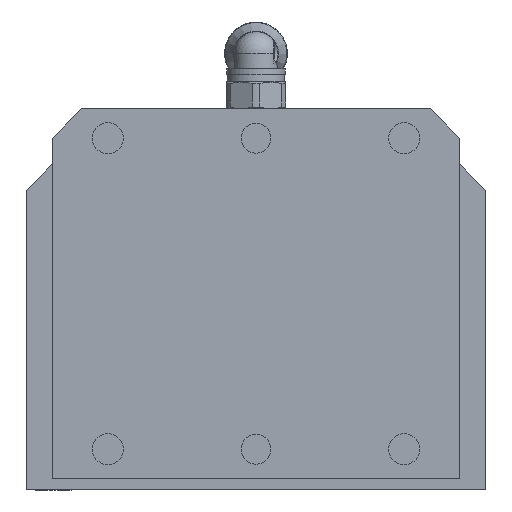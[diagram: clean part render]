
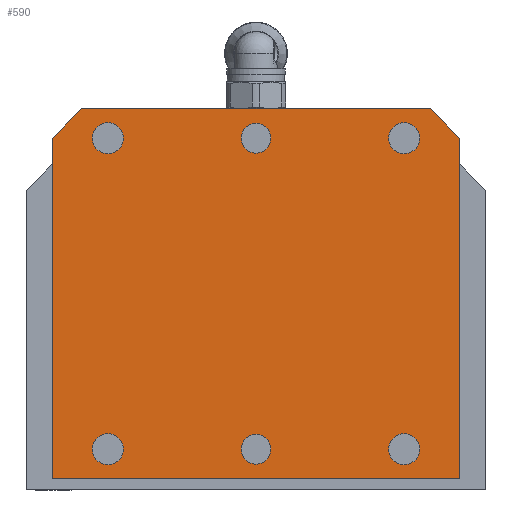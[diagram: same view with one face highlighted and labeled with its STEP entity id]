
A CAD part, left-side view. The second image highlights one B-rep face of the part: STEP entity #590.
In plain terms, the highlighted planar face has unit normal (-1, 0, 0).
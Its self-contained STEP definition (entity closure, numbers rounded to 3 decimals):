
#590 = ADVANCED_FACE( '', ( #1293, #1294, #1295, #1296, #1297, #1298, #1299 ), #1300, .F. );
#1293 = FACE_BOUND( '', #2021, .T. );
#1294 = FACE_BOUND( '', #2022, .T. );
#1295 = FACE_BOUND( '', #2023, .T. );
#1296 = FACE_BOUND( '', #2024, .T. );
#1297 = FACE_BOUND( '', #2025, .T. );
#1298 = FACE_BOUND( '', #2026, .T. );
#1299 = FACE_OUTER_BOUND( '', #2027, .T. );
#1300 = PLANE( '', #2028 );
#2021 = EDGE_LOOP( '', ( #3469 ) );
#2022 = EDGE_LOOP( '', ( #3470 ) );
#2023 = EDGE_LOOP( '', ( #3471 ) );
#2024 = EDGE_LOOP( '', ( #3472 ) );
#2025 = EDGE_LOOP( '', ( #3473 ) );
#2026 = EDGE_LOOP( '', ( #3474 ) );
#2027 = EDGE_LOOP( '', ( #3475, #3476, #3477, #3478, #3479, #3480 ) );
#2028 = AXIS2_PLACEMENT_3D( '', #3481, #3482, #3483 );
#3469 = ORIENTED_EDGE( '', *, *, #4079, .T. );
#3470 = ORIENTED_EDGE( '', *, *, #3782, .T. );
#3471 = ORIENTED_EDGE( '', *, *, #4058, .T. );
#3472 = ORIENTED_EDGE( '', *, *, #3959, .T. );
#3473 = ORIENTED_EDGE( '', *, *, #4165, .T. );
#3474 = ORIENTED_EDGE( '', *, *, #3932, .T. );
#3475 = ORIENTED_EDGE( '', *, *, #3840, .F. );
#3476 = ORIENTED_EDGE( '', *, *, #3711, .F. );
#3477 = ORIENTED_EDGE( '', *, *, #4179, .F. );
#3478 = ORIENTED_EDGE( '', *, *, #4060, .F. );
#3479 = ORIENTED_EDGE( '', *, *, #3701, .F. );
#3480 = ORIENTED_EDGE( '', *, *, #3981, .F. );
#3481 = CARTESIAN_POINT( '', ( -75., 0., 75. ) );
#3482 = DIRECTION( '', ( 1., 0., 0. ) );
#3483 = DIRECTION( '', ( 0., 0., 1. ) );
#3701 = EDGE_CURVE( '', #4335, #4336, #4337, .T. );
#3711 = EDGE_CURVE( '', #4353, #4354, #4355, .T. );
#3782 = EDGE_CURVE( '', #4470, #4470, #4471, .T. );
#3840 = EDGE_CURVE( '', #4354, #4567, #4568, .T. );
#3932 = EDGE_CURVE( '', #4709, #4709, #4710, .T. );
#3959 = EDGE_CURVE( '', #4748, #4748, #4749, .T. );
#3981 = EDGE_CURVE( '', #4567, #4335, #4779, .T. );
#4058 = EDGE_CURVE( '', #4882, #4882, #4883, .T. );
#4060 = EDGE_CURVE( '', #4336, #4885, #4886, .T. );
#4079 = EDGE_CURVE( '', #4907, #4907, #4908, .T. );
#4165 = EDGE_CURVE( '', #5004, #5004, #5005, .T. );
#4179 = EDGE_CURVE( '', #4885, #4353, #5020, .T. );
#4335 = VERTEX_POINT( '', #5268 );
#4336 = VERTEX_POINT( '', #5269 );
#4337 = LINE( '', #5270, #5271 );
#4353 = VERTEX_POINT( '', #5292 );
#4354 = VERTEX_POINT( '', #5293 );
#4355 = LINE( '', #5294, #5295 );
#4470 = VERTEX_POINT( '', #5449 );
#4471 = CIRCLE( '', #5450, 2.1 );
#4567 = VERTEX_POINT( '', #5583 );
#4568 = LINE( '', #5584, #5585 );
#4709 = VERTEX_POINT( '', #5769 );
#4710 = CIRCLE( '', #5770, 2.01 );
#4748 = VERTEX_POINT( '', #5815 );
#4749 = CIRCLE( '', #5816, 2.1 );
#4779 = LINE( '', #5860, #5861 );
#4882 = VERTEX_POINT( '', #6042 );
#4883 = CIRCLE( '', #6043, 2.1 );
#4885 = VERTEX_POINT( '', #6045 );
#4886 = LINE( '', #6046, #6047 );
#4907 = VERTEX_POINT( '', #6070 );
#4908 = CIRCLE( '', #6071, 2.1 );
#5004 = VERTEX_POINT( '', #6224 );
#5005 = CIRCLE( '', #6225, 2.01 );
#5020 = LINE( '', #6241, #6242 );
#5268 = CARTESIAN_POINT( '', ( -75., -23.5, 51.5 ) );
#5269 = CARTESIAN_POINT( '', ( -75., -27.5, 47.5 ) );
#5270 = CARTESIAN_POINT( '', ( -75., -23.5, 51.5 ) );
#5271 = VECTOR( '', #6367, 1000. );
#5292 = CARTESIAN_POINT( '', ( -75., 27.5, 1.5 ) );
#5293 = CARTESIAN_POINT( '', ( -75., 27.5, 47.5 ) );
#5294 = CARTESIAN_POINT( '', ( -75., 27.5, 1.5 ) );
#5295 = VECTOR( '', #6379, 1000. );
#5449 = CARTESIAN_POINT( '', ( -75., -17.9, 5.5 ) );
#5450 = AXIS2_PLACEMENT_3D( '', #6474, #6475, #6476 );
#5583 = CARTESIAN_POINT( '', ( -75., 23.5, 51.5 ) );
#5584 = CARTESIAN_POINT( '', ( -75., 27.5, 47.5 ) );
#5585 = VECTOR( '', #6557, 1000. );
#5769 = CARTESIAN_POINT( '', ( -75., 2.01, 47.5 ) );
#5770 = AXIS2_PLACEMENT_3D( '', #6670, #6671, #6672 );
#5815 = CARTESIAN_POINT( '', ( -75., -17.9, 47.5 ) );
#5816 = AXIS2_PLACEMENT_3D( '', #6713, #6714, #6715 );
#5860 = CARTESIAN_POINT( '', ( -75., 23.5, 51.5 ) );
#5861 = VECTOR( '', #6737, 1000. );
#6042 = CARTESIAN_POINT( '', ( -75., 22.1, 47.5 ) );
#6043 = AXIS2_PLACEMENT_3D( '', #6807, #6808, #6809 );
#6045 = CARTESIAN_POINT( '', ( -75., -27.5, 1.5 ) );
#6046 = CARTESIAN_POINT( '', ( -75., -27.5, 47.5 ) );
#6047 = VECTOR( '', #6810, 1000. );
#6070 = CARTESIAN_POINT( '', ( -75., 22.1, 5.5 ) );
#6071 = AXIS2_PLACEMENT_3D( '', #6837, #6838, #6839 );
#6224 = CARTESIAN_POINT( '', ( -75., 2.01, 5.5 ) );
#6225 = AXIS2_PLACEMENT_3D( '', #6902, #6903, #6904 );
#6241 = CARTESIAN_POINT( '', ( -75., -27.5, 1.5 ) );
#6242 = VECTOR( '', #6912, 1000. );
#6367 = DIRECTION( '', ( 0., -0.707, -0.707 ) );
#6379 = DIRECTION( '', ( 0., 0., 1. ) );
#6474 = CARTESIAN_POINT( '', ( -75., -20., 5.5 ) );
#6475 = DIRECTION( '', ( 1., 0., 0. ) );
#6476 = DIRECTION( '', ( 0., 1., 0. ) );
#6557 = DIRECTION( '', ( 0., -0.707, 0.707 ) );
#6670 = CARTESIAN_POINT( '', ( -75., 0., 47.5 ) );
#6671 = DIRECTION( '', ( 1., 0., 0. ) );
#6672 = DIRECTION( '', ( 0., 1., 0. ) );
#6713 = CARTESIAN_POINT( '', ( -75., -20., 47.5 ) );
#6714 = DIRECTION( '', ( 1., 0., 0. ) );
#6715 = DIRECTION( '', ( 0., 1., 0. ) );
#6737 = DIRECTION( '', ( 0., -1., 0. ) );
#6807 = CARTESIAN_POINT( '', ( -75., 20., 47.5 ) );
#6808 = DIRECTION( '', ( 1., 0., 0. ) );
#6809 = DIRECTION( '', ( 0., 1., 0. ) );
#6810 = DIRECTION( '', ( 0., 0., -1. ) );
#6837 = CARTESIAN_POINT( '', ( -75., 20., 5.5 ) );
#6838 = DIRECTION( '', ( 1., 0., 0. ) );
#6839 = DIRECTION( '', ( 0., 1., 0. ) );
#6902 = CARTESIAN_POINT( '', ( -75., 0., 5.5 ) );
#6903 = DIRECTION( '', ( 1., 0., 0. ) );
#6904 = DIRECTION( '', ( 0., 1., 0. ) );
#6912 = DIRECTION( '', ( 0., 1., 0. ) );
